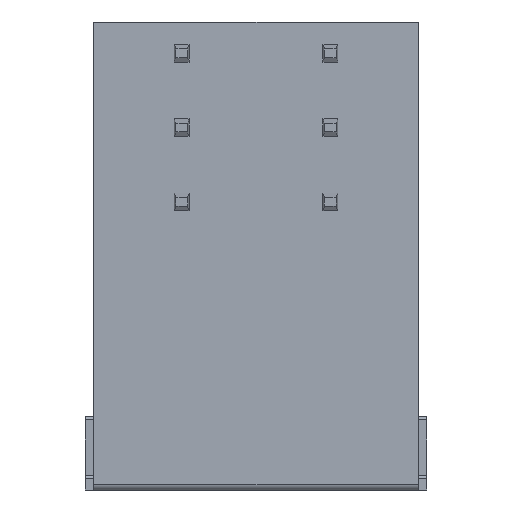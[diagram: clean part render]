
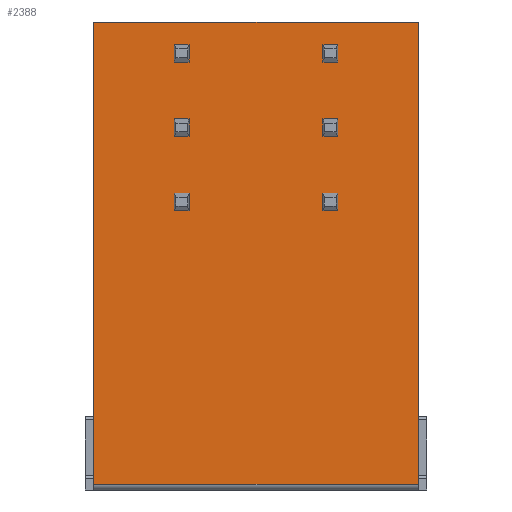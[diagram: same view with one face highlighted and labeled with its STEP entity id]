
A CAD part, left-side view. The second image highlights one B-rep face of the part: STEP entity #2388.
In plain terms, the highlighted planar face has unit normal (-1, 0, 0).
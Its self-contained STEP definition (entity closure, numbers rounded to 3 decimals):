
#79=DIRECTION('',(0.,0.,1.));
#80=VECTOR('',#79,31.6);
#81=CARTESIAN_POINT('',(-6.7,0.,-15.6));
#82=LINE('',#81,#80);
#267=DIRECTION('',(0.,0.,1.));
#268=VECTOR('',#267,31.6);
#269=CARTESIAN_POINT('',(-6.7,-22.16,-15.6));
#270=LINE('',#269,#268);
#432=DIRECTION('',(0.,-1.,0.));
#433=VECTOR('',#432,22.16);
#434=CARTESIAN_POINT('',(-6.7,0.,-15.6));
#435=LINE('',#434,#433);
#436=DIRECTION('',(0.,0.,-1.));
#437=VECTOR('',#436,1.2);
#438=CARTESIAN_POINT('',(-6.7,-5.5,14.46));
#439=LINE('',#438,#437);
#440=DIRECTION('',(0.,1.,0.));
#441=VECTOR('',#440,1.);
#442=CARTESIAN_POINT('',(-6.7,-6.5,13.26));
#443=LINE('',#442,#441);
#444=DIRECTION('',(0.,0.,-1.));
#445=VECTOR('',#444,1.2);
#446=CARTESIAN_POINT('',(-6.7,-6.5,14.46));
#447=LINE('',#446,#445);
#448=DIRECTION('',(0.,1.,0.));
#449=VECTOR('',#448,1.);
#450=CARTESIAN_POINT('',(-6.7,-6.5,14.46));
#451=LINE('',#450,#449);
#452=DIRECTION('',(0.,0.,-1.));
#453=VECTOR('',#452,1.2);
#454=CARTESIAN_POINT('',(-6.7,-5.5,9.38));
#455=LINE('',#454,#453);
#456=DIRECTION('',(0.,1.,0.));
#457=VECTOR('',#456,1.);
#458=CARTESIAN_POINT('',(-6.7,-6.5,8.18));
#459=LINE('',#458,#457);
#460=DIRECTION('',(0.,0.,-1.));
#461=VECTOR('',#460,1.2);
#462=CARTESIAN_POINT('',(-6.7,-6.5,9.38));
#463=LINE('',#462,#461);
#464=DIRECTION('',(0.,1.,0.));
#465=VECTOR('',#464,1.);
#466=CARTESIAN_POINT('',(-6.7,-6.5,9.38));
#467=LINE('',#466,#465);
#468=DIRECTION('',(0.,0.,-1.));
#469=VECTOR('',#468,1.2);
#470=CARTESIAN_POINT('',(-6.7,-5.5,4.3));
#471=LINE('',#470,#469);
#472=DIRECTION('',(0.,1.,0.));
#473=VECTOR('',#472,1.);
#474=CARTESIAN_POINT('',(-6.7,-6.5,3.1));
#475=LINE('',#474,#473);
#476=DIRECTION('',(0.,0.,-1.));
#477=VECTOR('',#476,1.2);
#478=CARTESIAN_POINT('',(-6.7,-6.5,4.3));
#479=LINE('',#478,#477);
#480=DIRECTION('',(0.,1.,0.));
#481=VECTOR('',#480,1.);
#482=CARTESIAN_POINT('',(-6.7,-6.5,4.3));
#483=LINE('',#482,#481);
#484=DIRECTION('',(0.,0.,-1.));
#485=VECTOR('',#484,1.2);
#486=CARTESIAN_POINT('',(-6.7,-15.66,14.46));
#487=LINE('',#486,#485);
#488=DIRECTION('',(0.,1.,0.));
#489=VECTOR('',#488,1.);
#490=CARTESIAN_POINT('',(-6.7,-16.66,13.26));
#491=LINE('',#490,#489);
#492=DIRECTION('',(0.,0.,-1.));
#493=VECTOR('',#492,1.2);
#494=CARTESIAN_POINT('',(-6.7,-16.66,14.46));
#495=LINE('',#494,#493);
#496=DIRECTION('',(0.,1.,0.));
#497=VECTOR('',#496,1.);
#498=CARTESIAN_POINT('',(-6.7,-16.66,14.46));
#499=LINE('',#498,#497);
#500=DIRECTION('',(0.,0.,-1.));
#501=VECTOR('',#500,1.2);
#502=CARTESIAN_POINT('',(-6.7,-15.66,9.38));
#503=LINE('',#502,#501);
#504=DIRECTION('',(0.,1.,0.));
#505=VECTOR('',#504,1.);
#506=CARTESIAN_POINT('',(-6.7,-16.66,8.18));
#507=LINE('',#506,#505);
#508=DIRECTION('',(0.,0.,-1.));
#509=VECTOR('',#508,1.2);
#510=CARTESIAN_POINT('',(-6.7,-16.66,9.38));
#511=LINE('',#510,#509);
#512=DIRECTION('',(0.,1.,0.));
#513=VECTOR('',#512,1.);
#514=CARTESIAN_POINT('',(-6.7,-16.66,9.38));
#515=LINE('',#514,#513);
#516=DIRECTION('',(0.,0.,-1.));
#517=VECTOR('',#516,1.2);
#518=CARTESIAN_POINT('',(-6.7,-15.66,4.3));
#519=LINE('',#518,#517);
#520=DIRECTION('',(0.,1.,0.));
#521=VECTOR('',#520,1.);
#522=CARTESIAN_POINT('',(-6.7,-16.66,3.1));
#523=LINE('',#522,#521);
#524=DIRECTION('',(0.,0.,-1.));
#525=VECTOR('',#524,1.2);
#526=CARTESIAN_POINT('',(-6.7,-16.66,4.3));
#527=LINE('',#526,#525);
#528=DIRECTION('',(0.,1.,0.));
#529=VECTOR('',#528,1.);
#530=CARTESIAN_POINT('',(-6.7,-16.66,4.3));
#531=LINE('',#530,#529);
#532=DIRECTION('',(0.,-1.,0.));
#533=VECTOR('',#532,22.16);
#534=CARTESIAN_POINT('',(-6.7,0.,16.));
#535=LINE('',#534,#533);
#1498=CARTESIAN_POINT('',(-6.7,0.,16.));
#1500=VERTEX_POINT('',#1498);
#1507=CARTESIAN_POINT('',(-6.7,0.,-15.6));
#1509=VERTEX_POINT('',#1507);
#1510=CARTESIAN_POINT('',(-6.7,-22.16,16.));
#1512=VERTEX_POINT('',#1510);
#1519=CARTESIAN_POINT('',(-6.7,-22.16,-15.6));
#1521=VERTEX_POINT('',#1519);
#1789=CARTESIAN_POINT('',(-6.7,-5.5,14.46));
#1791=VERTEX_POINT('',#1789);
#1792=CARTESIAN_POINT('',(-6.7,-5.5,13.26));
#1794=VERTEX_POINT('',#1792);
#1797=CARTESIAN_POINT('',(-6.7,-5.5,9.38));
#1799=VERTEX_POINT('',#1797);
#1800=CARTESIAN_POINT('',(-6.7,-5.5,8.18));
#1802=VERTEX_POINT('',#1800);
#1805=CARTESIAN_POINT('',(-6.7,-5.5,4.3));
#1807=VERTEX_POINT('',#1805);
#1808=CARTESIAN_POINT('',(-6.7,-5.5,3.1));
#1810=VERTEX_POINT('',#1808);
#1813=CARTESIAN_POINT('',(-6.7,-6.5,14.46));
#1815=VERTEX_POINT('',#1813);
#1816=CARTESIAN_POINT('',(-6.7,-6.5,13.26));
#1818=VERTEX_POINT('',#1816);
#1821=CARTESIAN_POINT('',(-6.7,-6.5,9.38));
#1823=VERTEX_POINT('',#1821);
#1824=CARTESIAN_POINT('',(-6.7,-6.5,8.18));
#1826=VERTEX_POINT('',#1824);
#1829=CARTESIAN_POINT('',(-6.7,-6.5,4.3));
#1831=VERTEX_POINT('',#1829);
#1832=CARTESIAN_POINT('',(-6.7,-6.5,3.1));
#1834=VERTEX_POINT('',#1832);
#1860=CARTESIAN_POINT('',(-6.7,-15.66,14.46));
#1861=CARTESIAN_POINT('',(-6.7,-15.66,13.26));
#1862=VERTEX_POINT('',#1860);
#1863=VERTEX_POINT('',#1861);
#1864=CARTESIAN_POINT('',(-6.7,-15.66,9.38));
#1865=CARTESIAN_POINT('',(-6.7,-15.66,8.18));
#1866=VERTEX_POINT('',#1864);
#1867=VERTEX_POINT('',#1865);
#1868=CARTESIAN_POINT('',(-6.7,-15.66,4.3));
#1869=CARTESIAN_POINT('',(-6.7,-15.66,3.1));
#1870=VERTEX_POINT('',#1868);
#1871=VERTEX_POINT('',#1869);
#1872=CARTESIAN_POINT('',(-6.7,-16.66,14.46));
#1873=CARTESIAN_POINT('',(-6.7,-16.66,13.26));
#1874=VERTEX_POINT('',#1872);
#1875=VERTEX_POINT('',#1873);
#1876=CARTESIAN_POINT('',(-6.7,-16.66,9.38));
#1877=CARTESIAN_POINT('',(-6.7,-16.66,8.18));
#1878=VERTEX_POINT('',#1876);
#1879=VERTEX_POINT('',#1877);
#1880=CARTESIAN_POINT('',(-6.7,-16.66,4.3));
#1881=CARTESIAN_POINT('',(-6.7,-16.66,3.1));
#1882=VERTEX_POINT('',#1880);
#1883=VERTEX_POINT('',#1881);
#2316=CARTESIAN_POINT('',(-6.7,0.,-15.6));
#2317=DIRECTION('',(-1.,0.,0.));
#2318=DIRECTION('',(0.,0.,1.));
#2319=AXIS2_PLACEMENT_3D('',#2316,#2317,#2318);
#2320=PLANE('',#2319);
#2321=ORIENTED_EDGE('',*,*,#1967,.T.);
#2323=ORIENTED_EDGE('',*,*,#2322,.T.);
#2324=ORIENTED_EDGE('',*,*,#2098,.F.);
#2325=ORIENTED_EDGE('',*,*,#2309,.F.);
#2326=EDGE_LOOP('',(#2321,#2323,#2324,#2325));
#2327=FACE_OUTER_BOUND('',#2326,.F.);
#2329=ORIENTED_EDGE('',*,*,#2328,.T.);
#2331=ORIENTED_EDGE('',*,*,#2330,.F.);
#2333=ORIENTED_EDGE('',*,*,#2332,.F.);
#2335=ORIENTED_EDGE('',*,*,#2334,.T.);
#2336=EDGE_LOOP('',(#2329,#2331,#2333,#2335));
#2337=FACE_BOUND('',#2336,.F.);
#2339=ORIENTED_EDGE('',*,*,#2338,.T.);
#2341=ORIENTED_EDGE('',*,*,#2340,.F.);
#2343=ORIENTED_EDGE('',*,*,#2342,.F.);
#2345=ORIENTED_EDGE('',*,*,#2344,.T.);
#2346=EDGE_LOOP('',(#2339,#2341,#2343,#2345));
#2347=FACE_BOUND('',#2346,.F.);
#2349=ORIENTED_EDGE('',*,*,#2348,.T.);
#2351=ORIENTED_EDGE('',*,*,#2350,.F.);
#2353=ORIENTED_EDGE('',*,*,#2352,.F.);
#2355=ORIENTED_EDGE('',*,*,#2354,.T.);
#2356=EDGE_LOOP('',(#2349,#2351,#2353,#2355));
#2357=FACE_BOUND('',#2356,.F.);
#2359=ORIENTED_EDGE('',*,*,#2358,.T.);
#2361=ORIENTED_EDGE('',*,*,#2360,.F.);
#2363=ORIENTED_EDGE('',*,*,#2362,.F.);
#2365=ORIENTED_EDGE('',*,*,#2364,.T.);
#2366=EDGE_LOOP('',(#2359,#2361,#2363,#2365));
#2367=FACE_BOUND('',#2366,.F.);
#2369=ORIENTED_EDGE('',*,*,#2368,.T.);
#2371=ORIENTED_EDGE('',*,*,#2370,.F.);
#2373=ORIENTED_EDGE('',*,*,#2372,.F.);
#2375=ORIENTED_EDGE('',*,*,#2374,.T.);
#2376=EDGE_LOOP('',(#2369,#2371,#2373,#2375));
#2377=FACE_BOUND('',#2376,.F.);
#2379=ORIENTED_EDGE('',*,*,#2378,.T.);
#2381=ORIENTED_EDGE('',*,*,#2380,.F.);
#2383=ORIENTED_EDGE('',*,*,#2382,.F.);
#2385=ORIENTED_EDGE('',*,*,#2384,.T.);
#2386=EDGE_LOOP('',(#2379,#2381,#2383,#2385));
#2387=FACE_BOUND('',#2386,.F.);
#1967=EDGE_CURVE('',#1509,#1500,#82,.T.);
#2098=EDGE_CURVE('',#1521,#1512,#270,.T.);
#2309=EDGE_CURVE('',#1509,#1521,#435,.T.);
#2322=EDGE_CURVE('',#1500,#1512,#535,.T.);
#2328=EDGE_CURVE('',#1791,#1794,#439,.T.);
#2330=EDGE_CURVE('',#1818,#1794,#443,.T.);
#2332=EDGE_CURVE('',#1815,#1818,#447,.T.);
#2334=EDGE_CURVE('',#1815,#1791,#451,.T.);
#2338=EDGE_CURVE('',#1799,#1802,#455,.T.);
#2340=EDGE_CURVE('',#1826,#1802,#459,.T.);
#2342=EDGE_CURVE('',#1823,#1826,#463,.T.);
#2344=EDGE_CURVE('',#1823,#1799,#467,.T.);
#2348=EDGE_CURVE('',#1807,#1810,#471,.T.);
#2350=EDGE_CURVE('',#1834,#1810,#475,.T.);
#2352=EDGE_CURVE('',#1831,#1834,#479,.T.);
#2354=EDGE_CURVE('',#1831,#1807,#483,.T.);
#2358=EDGE_CURVE('',#1862,#1863,#487,.T.);
#2360=EDGE_CURVE('',#1875,#1863,#491,.T.);
#2362=EDGE_CURVE('',#1874,#1875,#495,.T.);
#2364=EDGE_CURVE('',#1874,#1862,#499,.T.);
#2368=EDGE_CURVE('',#1866,#1867,#503,.T.);
#2370=EDGE_CURVE('',#1879,#1867,#507,.T.);
#2372=EDGE_CURVE('',#1878,#1879,#511,.T.);
#2374=EDGE_CURVE('',#1878,#1866,#515,.T.);
#2378=EDGE_CURVE('',#1870,#1871,#519,.T.);
#2380=EDGE_CURVE('',#1883,#1871,#523,.T.);
#2382=EDGE_CURVE('',#1882,#1883,#527,.T.);
#2384=EDGE_CURVE('',#1882,#1870,#531,.T.);
#2388=ADVANCED_FACE('',(#2327,#2337,#2347,#2357,#2367,#2377,#2387),#2320,.T.);
